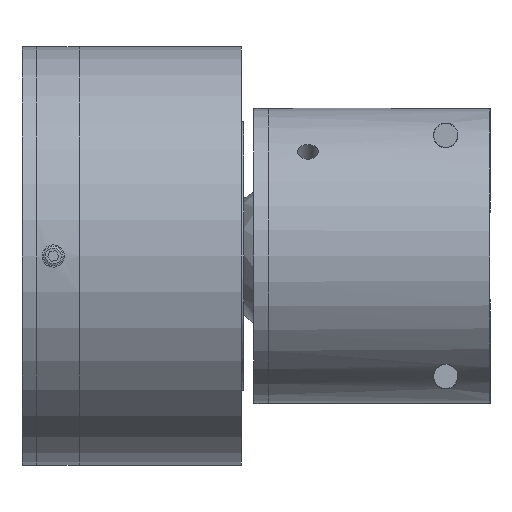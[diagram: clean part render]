
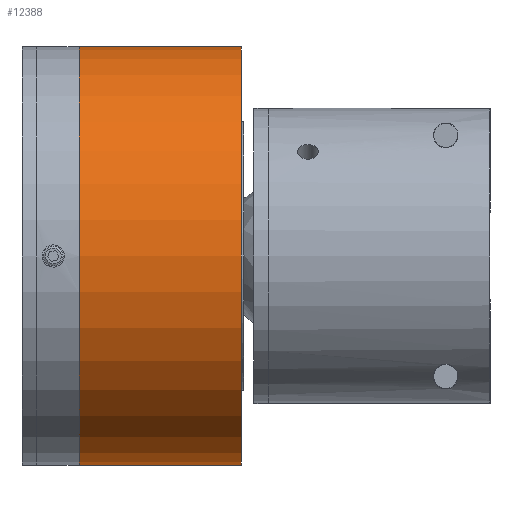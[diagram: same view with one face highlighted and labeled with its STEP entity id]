
A CAD part, front view. The second image highlights one B-rep face of the part: STEP entity #12388.
In plain terms, the highlighted cylindrical face has radius 42.5 mm (diameter 85 mm), a full revolution.
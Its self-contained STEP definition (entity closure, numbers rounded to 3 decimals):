
#258 = VERTEX_POINT ( 'NONE', #20540 ) ;
#1883 = VERTEX_POINT ( 'NONE', #12781 ) ;
#4049 = VERTEX_POINT ( 'NONE', #11764 ) ;
#4316 = FACE_OUTER_BOUND ( 'NONE', #22535, .T. ) ;
#4330 = AXIS2_PLACEMENT_3D ( 'NONE', #7942, #34074, #10929 ) ;
#7005 = DIRECTION ( 'NONE',  ( -1., 0., 0. ) ) ;
#7942 = CARTESIAN_POINT ( 'NONE',  ( 32.5, 0., 0. ) ) ;
#8809 = CARTESIAN_POINT ( 'NONE',  ( 41.5, 0., 0. ) ) ;
#9067 = CARTESIAN_POINT ( 'NONE',  ( 8.5, 41.5, -9.165 ) ) ;
#9741 = EDGE_CURVE ( 'NONE', #1883, #10875, #31296, .T. ) ;
#10121 = DIRECTION ( 'NONE',  ( -1., 0., 0. ) ) ;
#10299 = CARTESIAN_POINT ( 'NONE',  ( 12.5, 41.5, 9.165 ) ) ;
#10556 = EDGE_LOOP ( 'NONE', ( #21271, #30180, #34194, #31199 ) ) ;
#10875 = VERTEX_POINT ( 'NONE', #10299 ) ;
#10923 = VERTEX_POINT ( 'NONE', #34175 ) ;
#10929 = DIRECTION ( 'NONE',  ( 0., 0., -1. ) ) ;
#11764 = CARTESIAN_POINT ( 'NONE',  ( 12.5, 41.5, -9.165 ) ) ;
#12388 = ADVANCED_FACE ( 'NONE', ( #16326, #30791, #4316 ), #18792, .T. ) ;
#12406 = CIRCLE ( 'NONE', #22605, 42.5 ) ;
#12732 = CIRCLE ( 'NONE', #4330, 42.5 ) ;
#12781 = CARTESIAN_POINT ( 'NONE',  ( 32.5, 41.5, 9.165 ) ) ;
#13102 = EDGE_LOOP ( 'NONE', ( #23499 ) ) ;
#15492 = CARTESIAN_POINT ( 'NONE',  ( 41.5, 0., 42.5 ) ) ;
#15773 = CARTESIAN_POINT ( 'NONE',  ( 8.5, 0., 0. ) ) ;
#15820 = DIRECTION ( 'NONE',  ( 0., 0., 1. ) ) ;
#16015 = CARTESIAN_POINT ( 'NONE',  ( 8.5, 0., 0. ) ) ;
#16326 = FACE_BOUND ( 'NONE', #10556, .T. ) ;
#17025 = CARTESIAN_POINT ( 'NONE',  ( 8.5, 41.5, 9.165 ) ) ;
#17580 = VERTEX_POINT ( 'NONE', #15492 ) ;
#17826 = AXIS2_PLACEMENT_3D ( 'NONE', #15773, #10121, #30600 ) ;
#18792 = CYLINDRICAL_SURFACE ( 'NONE', #17826, 42.5 ) ;
#19501 = DIRECTION ( 'NONE',  ( -1., 0., 0. ) ) ;
#19575 = DIRECTION ( 'NONE',  ( -1., 0., 0. ) ) ;
#19960 = AXIS2_PLACEMENT_3D ( 'NONE', #33478, #19575, #30627 ) ;
#20385 = EDGE_CURVE ( 'NONE', #17580, #17580, #27354, .T. ) ;
#20540 = CARTESIAN_POINT ( 'NONE',  ( 8.5, 0., 42.5 ) ) ;
#20827 = VECTOR ( 'NONE', #19501, 1000. ) ;
#21271 = ORIENTED_EDGE ( 'NONE', *, *, #21643, .T. ) ;
#21643 = EDGE_CURVE ( 'NONE', #10923, #1883, #12732, .T. ) ;
#21893 = EDGE_CURVE ( 'NONE', #10875, #4049, #34367, .T. ) ;
#22535 = EDGE_LOOP ( 'NONE', ( #36530 ) ) ;
#22605 = AXIS2_PLACEMENT_3D ( 'NONE', #16015, #7005, #15820 ) ;
#23360 = LINE ( 'NONE', #9067, #28612 ) ;
#23499 = ORIENTED_EDGE ( 'NONE', *, *, #30842, .F. ) ;
#23537 = DIRECTION ( 'NONE',  ( 1., 0., 0. ) ) ;
#27354 = CIRCLE ( 'NONE', #35808, 42.5 ) ;
#28340 = DIRECTION ( 'NONE',  ( -1., 0., 0. ) ) ;
#28612 = VECTOR ( 'NONE', #23537, 1000. ) ;
#30180 = ORIENTED_EDGE ( 'NONE', *, *, #9741, .T. ) ;
#30600 = DIRECTION ( 'NONE',  ( 0., 0., 1. ) ) ;
#30627 = DIRECTION ( 'NONE',  ( 0., -1., 0. ) ) ;
#30791 = FACE_OUTER_BOUND ( 'NONE', #13102, .T. ) ;
#30842 = EDGE_CURVE ( 'NONE', #258, #258, #12406, .T. ) ;
#31199 = ORIENTED_EDGE ( 'NONE', *, *, #31452, .T. ) ;
#31296 = LINE ( 'NONE', #17025, #20827 ) ;
#31452 = EDGE_CURVE ( 'NONE', #4049, #10923, #23360, .T. ) ;
#33478 = CARTESIAN_POINT ( 'NONE',  ( 12.5, 0., 0. ) ) ;
#34074 = DIRECTION ( 'NONE',  ( 1., 0., 0. ) ) ;
#34175 = CARTESIAN_POINT ( 'NONE',  ( 32.5, 41.5, -9.165 ) ) ;
#34194 = ORIENTED_EDGE ( 'NONE', *, *, #21893, .T. ) ;
#34205 = DIRECTION ( 'NONE',  ( 0., 0., 1. ) ) ;
#34367 = CIRCLE ( 'NONE', #19960, 42.5 ) ;
#35808 = AXIS2_PLACEMENT_3D ( 'NONE', #8809, #28340, #34205 ) ;
#36530 = ORIENTED_EDGE ( 'NONE', *, *, #20385, .T. ) ;
